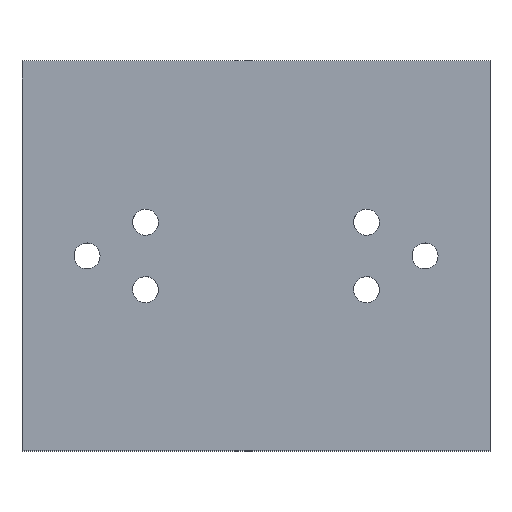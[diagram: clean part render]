
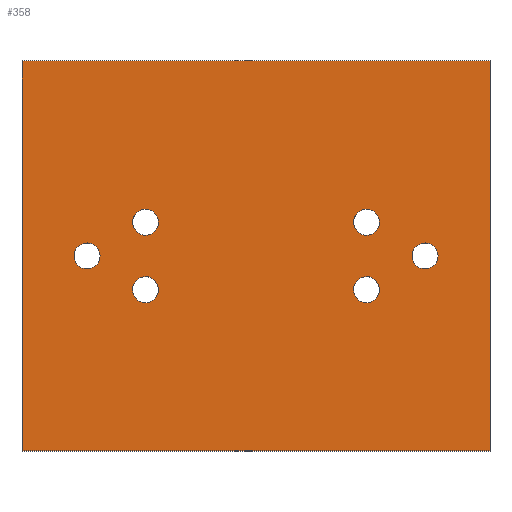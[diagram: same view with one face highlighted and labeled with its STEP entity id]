
A CAD part, top view. The second image highlights one B-rep face of the part: STEP entity #358.
In plain terms, the highlighted planar face has unit normal (0, 0, 1).
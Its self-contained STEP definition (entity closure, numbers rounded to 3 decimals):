
#19=CARTESIAN_POINT('#19',(180.,0.0,20.));
#20=VERTEX_POINT('',#19);
#21=CARTESIAN_POINT('#21',(0.0,0.0,20.));
#22=VERTEX_POINT('',#21);
#23=CARTESIAN_POINT('#23',(180.,150.,20.));
#24=VERTEX_POINT('',#23);
#25=CARTESIAN_POINT('#25',(0.0,150.,20.));
#26=VERTEX_POINT('',#25);
#27=CARTESIAN_POINT('#27',(42.5,87.99,20.));
#28=VERTEX_POINT('',#27);
#29=CARTESIAN_POINT('#29',(52.5,87.99,20.));
#30=VERTEX_POINT('',#29);
#31=CARTESIAN_POINT('#31',(42.5,62.01,20.));
#32=VERTEX_POINT('',#31);
#33=CARTESIAN_POINT('#33',(52.5,62.01,20.));
#34=VERTEX_POINT('',#33);
#35=CARTESIAN_POINT('#35',(127.5,62.01,20.));
#36=VERTEX_POINT('',#35);
#37=CARTESIAN_POINT('#37',(137.5,62.01,20.));
#38=VERTEX_POINT('',#37);
#39=CARTESIAN_POINT('#39',(127.5,87.99,20.));
#40=VERTEX_POINT('',#39);
#41=CARTESIAN_POINT('#41',(137.5,87.99,20.));
#42=VERTEX_POINT('',#41);
#43=CARTESIAN_POINT('#43',(20.,75.,20.));
#44=VERTEX_POINT('',#43);
#45=CARTESIAN_POINT('#45',(30.,75.,20.));
#46=VERTEX_POINT('',#45);
#47=CARTESIAN_POINT('#47',(150.,75.,20.));
#48=VERTEX_POINT('',#47);
#49=CARTESIAN_POINT('#49',(160.,75.,20.));
#50=VERTEX_POINT('',#49);
#83=CARTESIAN_POINT('#83',(180.,0.0,20.));
#84=CARTESIAN_POINT('#84',(0.0,0.0,20.));
#85=B_SPLINE_CURVE_WITH_KNOTS('',1,(#83,#84),.UNSPECIFIED.,.F.,.F.,(2,2)
,(0.0,1.0),.UNSPECIFIED.);
#86=CARTESIAN_POINT('#86',(180.,150.,20.));
#87=CARTESIAN_POINT('#87',(180.,0.0,20.));
#88=B_SPLINE_CURVE_WITH_KNOTS('',1,(#86,#87),.UNSPECIFIED.,.F.,.F.,(2,2)
,(0.0,1.0),.UNSPECIFIED.);
#89=CARTESIAN_POINT('#89',(0.0,150.,20.));
#90=CARTESIAN_POINT('#90',(180.,150.,20.));
#91=B_SPLINE_CURVE_WITH_KNOTS('',1,(#89,#90),.UNSPECIFIED.,.F.,.F.,(2,2)
,(0.0,1.0),.UNSPECIFIED.);
#92=CARTESIAN_POINT('#92',(0.0,0.0,20.));
#93=CARTESIAN_POINT('#93',(0.0,150.,20.));
#94=B_SPLINE_CURVE_WITH_KNOTS('',1,(#92,#93),.UNSPECIFIED.,.F.,.F.,(2,2)
,(0.0,1.0),.UNSPECIFIED.);
#95=CARTESIAN_POINT('#95',(42.5,87.99,20.));
#96=CARTESIAN_POINT('#96',(42.5,97.99,20.));
#97=CARTESIAN_POINT('#97',(52.5,97.99,20.));
#98=CARTESIAN_POINT('#98',(52.5,87.99,20.));
#99=(BOUNDED_CURVE()B_SPLINE_CURVE(3,(#95,#96,#97,#98),.UNSPECIFIED.,.F.
,.F.)B_SPLINE_CURVE_WITH_KNOTS((4,4),(0.0,1.0),.UNSPECIFIED.)CURVE()
GEOMETRIC_REPRESENTATION_ITEM()RATIONAL_B_SPLINE_CURVE((1.0,
0.333,0.333,1.0))REPRESENTATION_ITEM(''));
#100=CARTESIAN_POINT('#100',(52.5,87.99,20.));
#101=CARTESIAN_POINT('#101',(52.5,77.99,20.));
#102=CARTESIAN_POINT('#102',(42.5,77.99,20.));
#103=CARTESIAN_POINT('#103',(42.5,87.99,20.));
#104=(BOUNDED_CURVE()B_SPLINE_CURVE(3,(#100,#101,#102,#103),
.UNSPECIFIED.,.F.,.F.)B_SPLINE_CURVE_WITH_KNOTS((4,4),(0.0,1.0),
.UNSPECIFIED.)CURVE()GEOMETRIC_REPRESENTATION_ITEM()
RATIONAL_B_SPLINE_CURVE((1.0,0.333,0.333,1.0))
REPRESENTATION_ITEM(''));
#105=CARTESIAN_POINT('#105',(42.5,62.01,20.));
#106=CARTESIAN_POINT('#106',(42.5,72.01,20.));
#107=CARTESIAN_POINT('#107',(52.5,72.01,20.));
#108=CARTESIAN_POINT('#108',(52.5,62.01,20.));
#109=(BOUNDED_CURVE()B_SPLINE_CURVE(3,(#105,#106,#107,#108),
.UNSPECIFIED.,.F.,.F.)B_SPLINE_CURVE_WITH_KNOTS((4,4),(0.0,1.0),
.UNSPECIFIED.)CURVE()GEOMETRIC_REPRESENTATION_ITEM()
RATIONAL_B_SPLINE_CURVE((1.0,0.333,0.333,1.0))
REPRESENTATION_ITEM(''));
#110=CARTESIAN_POINT('#110',(52.5,62.01,20.));
#111=CARTESIAN_POINT('#111',(52.5,52.01,20.));
#112=CARTESIAN_POINT('#112',(42.5,52.01,20.));
#113=CARTESIAN_POINT('#113',(42.5,62.01,20.));
#114=(BOUNDED_CURVE()B_SPLINE_CURVE(3,(#110,#111,#112,#113),
.UNSPECIFIED.,.F.,.F.)B_SPLINE_CURVE_WITH_KNOTS((4,4),(0.0,1.0),
.UNSPECIFIED.)CURVE()GEOMETRIC_REPRESENTATION_ITEM()
RATIONAL_B_SPLINE_CURVE((1.0,0.333,0.333,1.0))
REPRESENTATION_ITEM(''));
#115=CARTESIAN_POINT('#115',(127.5,62.01,20.));
#116=CARTESIAN_POINT('#116',(127.5,72.01,20.));
#117=CARTESIAN_POINT('#117',(137.5,72.01,20.));
#118=CARTESIAN_POINT('#118',(137.5,62.01,20.));
#119=(BOUNDED_CURVE()B_SPLINE_CURVE(3,(#115,#116,#117,#118),
.UNSPECIFIED.,.F.,.F.)B_SPLINE_CURVE_WITH_KNOTS((4,4),(0.0,1.0),
.UNSPECIFIED.)CURVE()GEOMETRIC_REPRESENTATION_ITEM()
RATIONAL_B_SPLINE_CURVE((1.0,0.333,0.333,1.0))
REPRESENTATION_ITEM(''));
#120=CARTESIAN_POINT('#120',(137.5,62.01,20.));
#121=CARTESIAN_POINT('#121',(137.5,52.01,20.));
#122=CARTESIAN_POINT('#122',(127.5,52.01,20.));
#123=CARTESIAN_POINT('#123',(127.5,62.01,20.));
#124=(BOUNDED_CURVE()B_SPLINE_CURVE(3,(#120,#121,#122,#123),
.UNSPECIFIED.,.F.,.F.)B_SPLINE_CURVE_WITH_KNOTS((4,4),(0.0,1.0),
.UNSPECIFIED.)CURVE()GEOMETRIC_REPRESENTATION_ITEM()
RATIONAL_B_SPLINE_CURVE((1.0,0.333,0.333,1.0))
REPRESENTATION_ITEM(''));
#125=CARTESIAN_POINT('#125',(127.5,87.99,20.));
#126=CARTESIAN_POINT('#126',(127.5,97.99,20.));
#127=CARTESIAN_POINT('#127',(137.5,97.99,20.));
#128=CARTESIAN_POINT('#128',(137.5,87.99,20.));
#129=(BOUNDED_CURVE()B_SPLINE_CURVE(3,(#125,#126,#127,#128),
.UNSPECIFIED.,.F.,.F.)B_SPLINE_CURVE_WITH_KNOTS((4,4),(0.0,1.0),
.UNSPECIFIED.)CURVE()GEOMETRIC_REPRESENTATION_ITEM()
RATIONAL_B_SPLINE_CURVE((1.0,0.333,0.333,1.0))
REPRESENTATION_ITEM(''));
#130=CARTESIAN_POINT('#130',(137.5,87.99,20.));
#131=CARTESIAN_POINT('#131',(137.5,77.99,20.));
#132=CARTESIAN_POINT('#132',(127.5,77.99,20.));
#133=CARTESIAN_POINT('#133',(127.5,87.99,20.));
#134=(BOUNDED_CURVE()B_SPLINE_CURVE(3,(#130,#131,#132,#133),
.UNSPECIFIED.,.F.,.F.)B_SPLINE_CURVE_WITH_KNOTS((4,4),(0.0,1.0),
.UNSPECIFIED.)CURVE()GEOMETRIC_REPRESENTATION_ITEM()
RATIONAL_B_SPLINE_CURVE((1.0,0.333,0.333,1.0))
REPRESENTATION_ITEM(''));
#135=CARTESIAN_POINT('#135',(20.,75.,20.));
#136=CARTESIAN_POINT('#136',(20.,85.,20.));
#137=CARTESIAN_POINT('#137',(30.,85.,20.));
#138=CARTESIAN_POINT('#138',(30.,75.,20.));
#139=(BOUNDED_CURVE()B_SPLINE_CURVE(3,(#135,#136,#137,#138),
.UNSPECIFIED.,.F.,.F.)B_SPLINE_CURVE_WITH_KNOTS((4,4),(0.0,1.0),
.UNSPECIFIED.)CURVE()GEOMETRIC_REPRESENTATION_ITEM()
RATIONAL_B_SPLINE_CURVE((1.0,0.333,0.333,1.0))
REPRESENTATION_ITEM(''));
#140=CARTESIAN_POINT('#140',(30.,75.,20.));
#141=CARTESIAN_POINT('#141',(30.,65.,20.));
#142=CARTESIAN_POINT('#142',(20.,65.,20.));
#143=CARTESIAN_POINT('#143',(20.,75.,20.));
#144=(BOUNDED_CURVE()B_SPLINE_CURVE(3,(#140,#141,#142,#143),
.UNSPECIFIED.,.F.,.F.)B_SPLINE_CURVE_WITH_KNOTS((4,4),(0.0,1.0),
.UNSPECIFIED.)CURVE()GEOMETRIC_REPRESENTATION_ITEM()
RATIONAL_B_SPLINE_CURVE((1.0,0.333,0.333,1.0))
REPRESENTATION_ITEM(''));
#145=CARTESIAN_POINT('#145',(150.,75.,20.));
#146=CARTESIAN_POINT('#146',(150.,85.,20.));
#147=CARTESIAN_POINT('#147',(160.,85.,20.));
#148=CARTESIAN_POINT('#148',(160.,75.,20.));
#149=(BOUNDED_CURVE()B_SPLINE_CURVE(3,(#145,#146,#147,#148),
.UNSPECIFIED.,.F.,.F.)B_SPLINE_CURVE_WITH_KNOTS((4,4),(0.0,1.0),
.UNSPECIFIED.)CURVE()GEOMETRIC_REPRESENTATION_ITEM()
RATIONAL_B_SPLINE_CURVE((1.0,0.333,0.333,1.0))
REPRESENTATION_ITEM(''));
#150=CARTESIAN_POINT('#150',(160.,75.,20.));
#151=CARTESIAN_POINT('#151',(160.,65.,20.));
#152=CARTESIAN_POINT('#152',(150.,65.,20.));
#153=CARTESIAN_POINT('#153',(150.,75.,20.));
#154=(BOUNDED_CURVE()B_SPLINE_CURVE(3,(#150,#151,#152,#153),
.UNSPECIFIED.,.F.,.F.)B_SPLINE_CURVE_WITH_KNOTS((4,4),(0.0,1.0),
.UNSPECIFIED.)CURVE()GEOMETRIC_REPRESENTATION_ITEM()
RATIONAL_B_SPLINE_CURVE((1.0,0.333,0.333,1.0))
REPRESENTATION_ITEM(''));
#275=EDGE_CURVE('',#20,#22,#85,.T.);
#276=EDGE_CURVE('',#24,#20,#88,.T.);
#277=EDGE_CURVE('',#26,#24,#91,.T.);
#278=EDGE_CURVE('',#22,#26,#94,.T.);
#279=EDGE_CURVE('',#28,#30,#99,.T.);
#280=EDGE_CURVE('',#30,#28,#104,.T.);
#281=EDGE_CURVE('',#32,#34,#109,.T.);
#282=EDGE_CURVE('',#34,#32,#114,.T.);
#283=EDGE_CURVE('',#36,#38,#119,.T.);
#284=EDGE_CURVE('',#38,#36,#124,.T.);
#285=EDGE_CURVE('',#40,#42,#129,.T.);
#286=EDGE_CURVE('',#42,#40,#134,.T.);
#287=EDGE_CURVE('',#44,#46,#139,.T.);
#288=EDGE_CURVE('',#46,#44,#144,.T.);
#289=EDGE_CURVE('',#48,#50,#149,.T.);
#290=EDGE_CURVE('',#50,#48,#154,.T.);
#323=ORIENTED_EDGE('#323',*,*,#275,.F.);
#324=ORIENTED_EDGE('#324',*,*,#276,.F.);
#325=ORIENTED_EDGE('#325',*,*,#277,.F.);
#326=ORIENTED_EDGE('#326',*,*,#278,.F.);
#327=EDGE_LOOP('#327',(#323,#324,#325,#326));
#328=FACE_OUTER_BOUND('#328',#327,.T.);
#329=ORIENTED_EDGE('#329',*,*,#279,.T.);
#330=ORIENTED_EDGE('#330',*,*,#280,.T.);
#331=EDGE_LOOP('#331',(#329,#330));
#332=FACE_BOUND('#332',#331,.T.);
#333=ORIENTED_EDGE('#333',*,*,#281,.T.);
#334=ORIENTED_EDGE('#334',*,*,#282,.T.);
#335=EDGE_LOOP('#335',(#333,#334));
#336=FACE_BOUND('#336',#335,.T.);
#337=ORIENTED_EDGE('#337',*,*,#283,.T.);
#338=ORIENTED_EDGE('#338',*,*,#284,.T.);
#339=EDGE_LOOP('#339',(#337,#338));
#340=FACE_BOUND('#340',#339,.T.);
#341=ORIENTED_EDGE('#341',*,*,#285,.T.);
#342=ORIENTED_EDGE('#342',*,*,#286,.T.);
#343=EDGE_LOOP('#343',(#341,#342));
#344=FACE_BOUND('#344',#343,.T.);
#345=ORIENTED_EDGE('#345',*,*,#287,.T.);
#346=ORIENTED_EDGE('#346',*,*,#288,.T.);
#347=EDGE_LOOP('#347',(#345,#346));
#348=FACE_BOUND('#348',#347,.T.);
#349=ORIENTED_EDGE('#349',*,*,#289,.T.);
#350=ORIENTED_EDGE('#350',*,*,#290,.T.);
#351=EDGE_LOOP('#351',(#349,#350));
#352=FACE_BOUND('#352',#351,.T.);
#353=CARTESIAN_POINT('#353',(90.,75.,20.));
#354=DIRECTION('#354',(0.0,0.0,1.0));
#355=DIRECTION('#355',(1.0,0.0,0.0));
#356=AXIS2_PLACEMENT_3D('#356',#353,#354,#355);
#357=PLANE('',#356);
#358=ADVANCED_FACE('',(#328,#332,#336,#340,#344,#348,#352),#357,.T.);
